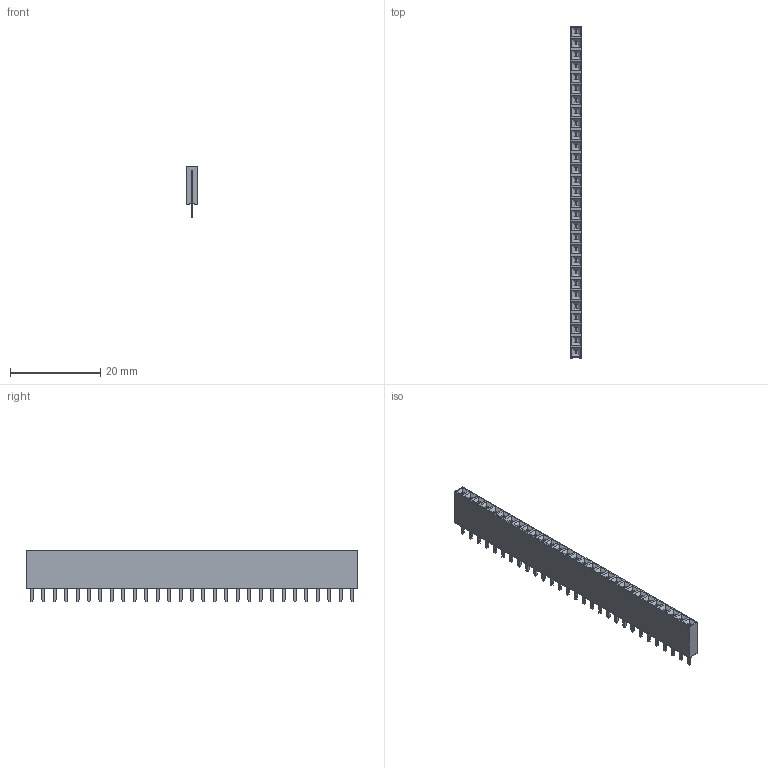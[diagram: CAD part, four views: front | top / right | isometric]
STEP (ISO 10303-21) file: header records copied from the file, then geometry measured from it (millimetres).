
FILE_DESCRIPTION(('FreeCAD Model'),'2;1');
FILE_NAME('Open CASCADE Shape Model','2023-05-12T03:19:01',( 'kicad StepUp'),('ksu MCAD'),'Open CASCADE STEP processor 7.6', 'FreeCAD','Unknown');
FILE_SCHEMA(('AUTOMOTIVE_DESIGN { 1 0 10303 214 1 1 1 1 }'));
Length unit declared in the file: millimetre
Products named in the file (31): Female_Header_1x29_P2.54_H8.5_straight; Pin_One028; Epoxy_Body028; Body447; Body448; Body449; Body450; Body451; Body452; Body453; Body454; Body455; Body444; Body456; Body457; Body458; Body459; Body460; Body461; Body462; Body463; Body464; Body465; Body466; Body467; Body468; Body469; Body470; Body471; Body472; Body473
Assembly tree (30 placements, depth 2):
  Female_Header_1x29_P2.54_H8.5_straight
    Pin_One028
    Epoxy_Body028
    Body447
    Body448
    Body449
    Body450
    Body451
    Body452
    Body453
    Body454
    Body455
    Body444
    Body456
    Body457
    Body458
    Body459
    Body460
    Body461
    Body462
    Body463
    Body464
    Body465
    Body466
    Body467
    Body468
    Body469
    Body470
    Body471
    Body472
    Body473
Bounding box: 2.5 x 73.66 x 11.5 mm (x, y, z)
Volume: 1354.6 mm3; surface area: 3928 mm2
Topology: 30 solids, 30 shells, 1172 faces, 3278 edges, 2166 vertices
Faces by surface type: plane 851, cylinder 205, bspline 116
Entity records: 38041 total; most frequent: CARTESIAN_POINT 7111, ORIENTED_EDGE 6556, DIRECTION 5804, EDGE_CURVE 3278, LINE 2694, VECTOR 2694, VERTEX_POINT 2166, AXIS2_PLACEMENT_3D 1555
